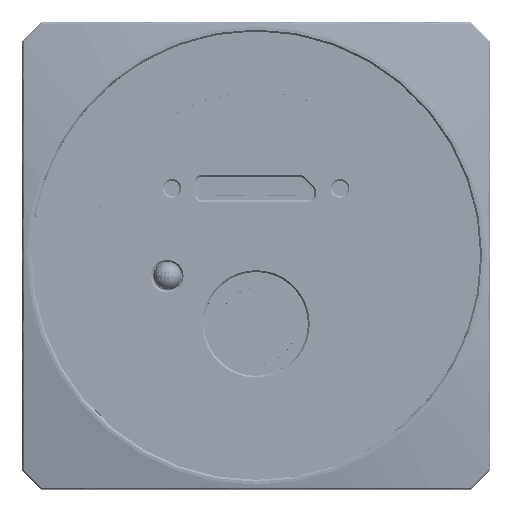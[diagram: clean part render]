
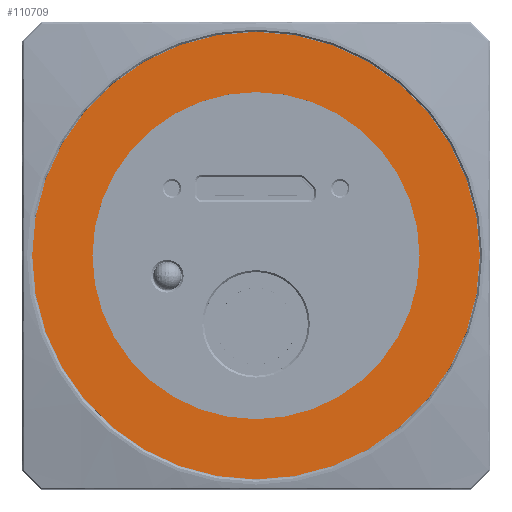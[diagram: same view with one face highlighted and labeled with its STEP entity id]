
A CAD part, top view. The second image highlights one B-rep face of the part: STEP entity #110709.
In plain terms, the highlighted face is planar.
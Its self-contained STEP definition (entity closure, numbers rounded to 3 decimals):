
#110604=CARTESIAN_POINT('',(0.,0.5,0.));
#110605=DIRECTION('',(0.,-1.,0.));
#110606=DIRECTION('',(1.,0.,0.));
#110607=AXIS2_PLACEMENT_3D('',#110604,#110605,#110606);
#110609=CARTESIAN_POINT('',(0.,0.5,0.));
#110610=DIRECTION('',(0.,-1.,0.));
#110611=DIRECTION('',(-1.,0.,0.));
#110612=AXIS2_PLACEMENT_3D('',#110609,#110610,#110611);
#110614=CARTESIAN_POINT('',(0.,0.5,0.));
#110615=DIRECTION('',(0.,1.,0.));
#110616=DIRECTION('',(1.,0.,0.));
#110617=AXIS2_PLACEMENT_3D('',#110614,#110615,#110616);
#110619=CARTESIAN_POINT('',(0.,0.5,0.));
#110620=DIRECTION('',(0.,1.,0.));
#110621=DIRECTION('',(-1.,0.,0.));
#110622=AXIS2_PLACEMENT_3D('',#110619,#110620,#110621);
#110640=CARTESIAN_POINT('',(17.5,0.5,0.));
#110641=CARTESIAN_POINT('',(-17.5,0.5,0.));
#110642=VERTEX_POINT('',#110640);
#110643=VERTEX_POINT('',#110641);
#110644=CARTESIAN_POINT('',(23.95,0.5,0.));
#110645=CARTESIAN_POINT('',(-23.95,0.5,0.));
#110646=VERTEX_POINT('',#110644);
#110647=VERTEX_POINT('',#110645);
#110694=CARTESIAN_POINT('',(0.,0.5,0.));
#110695=DIRECTION('',(0.,1.,0.));
#110696=DIRECTION('',(1.,0.,0.));
#110697=AXIS2_PLACEMENT_3D('',#110694,#110695,#110696);
#110698=PLANE('',#110697);
#110700=ORIENTED_EDGE('',*,*,#110699,.F.);
#110702=ORIENTED_EDGE('',*,*,#110701,.F.);
#110703=EDGE_LOOP('',(#110700,#110702));
#110704=FACE_OUTER_BOUND('',#110703,.F.);
#110705=ORIENTED_EDGE('',*,*,#110674,.F.);
#110706=ORIENTED_EDGE('',*,*,#110688,.F.);
#110707=EDGE_LOOP('',(#110705,#110706));
#110708=FACE_BOUND('',#110707,.F.);
#110709=ADVANCED_FACE('',(#110704,#110708),#110698,.T.);
#110608=CIRCLE('',#110607,17.5);
#110613=CIRCLE('',#110612,17.5);
#110618=CIRCLE('',#110617,23.95);
#110623=CIRCLE('',#110622,23.95);
#110674=EDGE_CURVE('',#110642,#110643,#110608,.T.);
#110688=EDGE_CURVE('',#110643,#110642,#110613,.T.);
#110699=EDGE_CURVE('',#110646,#110647,#110618,.T.);
#110701=EDGE_CURVE('',#110647,#110646,#110623,.T.);
